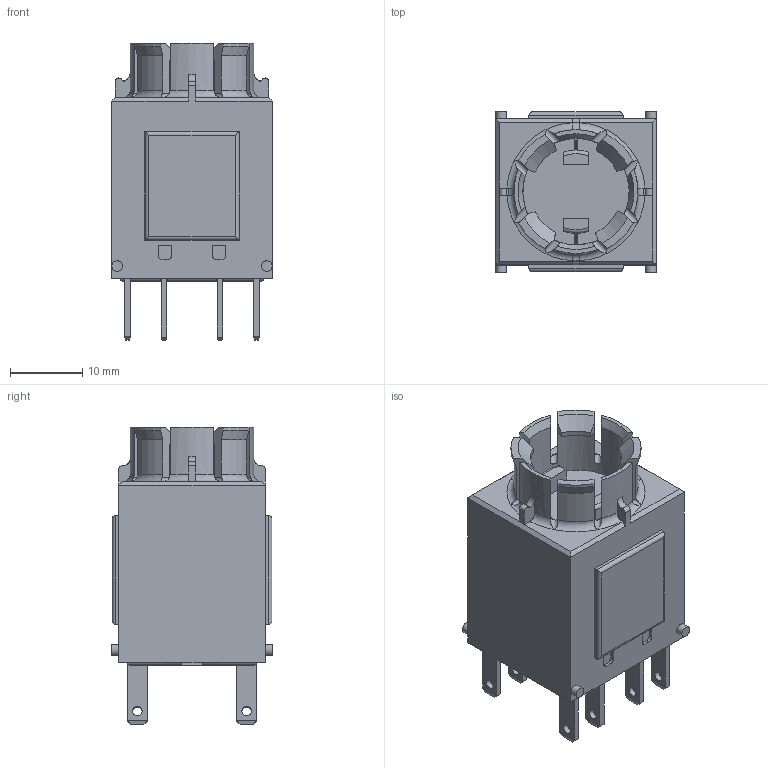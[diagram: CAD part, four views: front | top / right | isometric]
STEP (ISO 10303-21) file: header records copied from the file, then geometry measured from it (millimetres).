
FILE_DESCRIPTION(/* description */ (''),/* implementation_level */ '2;1');
FILE_NAME(/* name */ 'AZ4I_ipt.stp',/* time_stamp */ '2014-11-25T08:32:59+01:00',/* author */ ('thagel'),/* organization */ (''),/* preprocessor_version */ 'ST-DEVELOPER v15.2',/* originating_system */ 'Autodesk Inventor 2014',/* authorisation */ '');
FILE_SCHEMA (('AUTOMOTIVE_DESIGN { 1 0 10303 214 3 1 1 }'));
Length unit declared in the file: centimetre
Products named in the file (1): 3D-Zeichnungen vereinfacht für Kunden
Bounding box: 22.2 x 22.2 x 41.12 mm (x, y, z)
Volume: 11906 mm3; surface area: 6037.2 mm2
Topology: 1 solids, 5 shells, 1264 faces, 3582 edges, 2364 vertices
Faces by surface type: plane 1151, cylinder 77, torus 22, cone 12, bspline 2
Full cylindrical faces by diameter (mm): 1.3 x8, 1.5 x4, 14.7 x1
Entity records: 41953 total; most frequent: CARTESIAN_POINT 8042, ORIENTED_EDGE 7128, DIRECTION 6131, EDGE_CURVE 3564, LINE 3267, VECTOR 3267, VERTEX_POINT 2359, AXIS2_PLACEMENT_3D 1432
